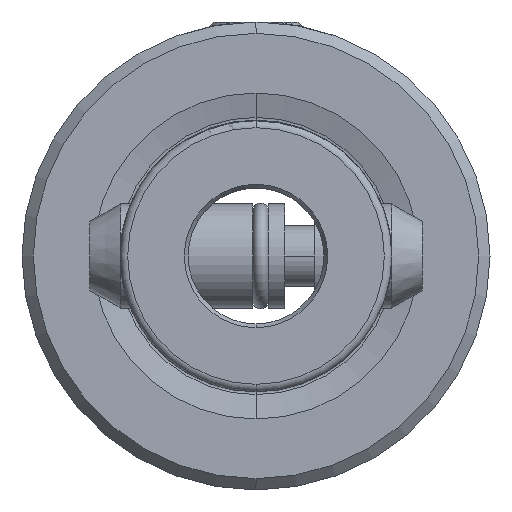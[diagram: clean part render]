
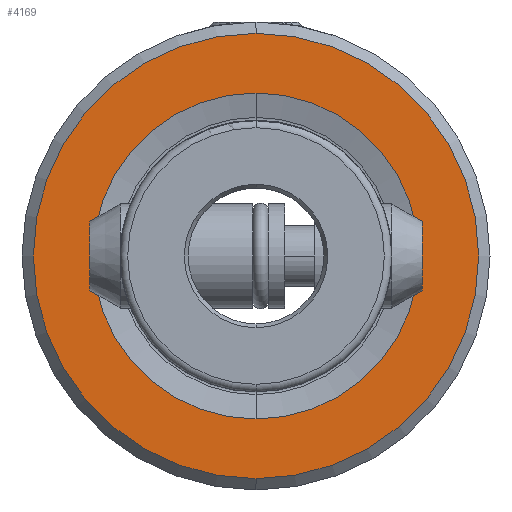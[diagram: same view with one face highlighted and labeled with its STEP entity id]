
A CAD part, left-side view. The second image highlights one B-rep face of the part: STEP entity #4169.
In plain terms, the highlighted face is planar.
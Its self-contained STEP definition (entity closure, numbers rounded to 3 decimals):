
#122 = CARTESIAN_POINT ( 'NONE',  ( 0., 0., 45. ) ) ;
#250 = DIRECTION ( 'NONE',  ( 1., 0., 0. ) ) ;
#334 = AXIS2_PLACEMENT_3D ( 'NONE', #122, #4386, #1542 ) ;
#365 = AXIS2_PLACEMENT_3D ( 'NONE', #3699, #2677, #1589 ) ;
#632 = VERTEX_POINT ( 'NONE', #3482 ) ;
#737 = AXIS2_PLACEMENT_3D ( 'NONE', #2532, #2547, #2895 ) ;
#967 = CIRCLE ( 'NONE', #737, 10.795 ) ;
#980 = VERTEX_POINT ( 'NONE', #2998 ) ;
#988 = DIRECTION ( 'NONE',  ( 0., 0., 1. ) ) ;
#1256 = EDGE_LOOP ( 'NONE', ( #2208, #3843 ) ) ;
#1542 = DIRECTION ( 'NONE',  ( 1., 0., 0. ) ) ;
#1589 = DIRECTION ( 'NONE',  ( 1., 0., 0. ) ) ;
#1880 = ORIENTED_EDGE ( 'NONE', *, *, #1987, .F. ) ;
#1917 = CARTESIAN_POINT ( 'NONE',  ( -10.795, 0., 45. ) ) ;
#1987 = EDGE_CURVE ( 'NONE', #3709, #4510, #967, .T. ) ;
#2057 = CARTESIAN_POINT ( 'NONE',  ( 0., 0., 45. ) ) ;
#2204 = CARTESIAN_POINT ( 'NONE',  ( 0., 0., 45. ) ) ;
#2208 = ORIENTED_EDGE ( 'NONE', *, *, #4354, .T. ) ;
#2230 = CIRCLE ( 'NONE', #365, 14.75 ) ;
#2444 = AXIS2_PLACEMENT_3D ( 'NONE', #2057, #988, #250 ) ;
#2529 = CARTESIAN_POINT ( 'NONE',  ( 10.795, 0., 45. ) ) ;
#2532 = CARTESIAN_POINT ( 'NONE',  ( 0., 0., 45. ) ) ;
#2547 = DIRECTION ( 'NONE',  ( 0., 0., 1. ) ) ;
#2622 = EDGE_LOOP ( 'NONE', ( #4594, #1880 ) ) ;
#2672 = FACE_BOUND ( 'NONE', #2622, .T. ) ;
#2677 = DIRECTION ( 'NONE',  ( 0., 0., 1. ) ) ;
#2895 = DIRECTION ( 'NONE',  ( 1., 0., 0. ) ) ;
#2905 = DIRECTION ( 'NONE',  ( 0., 0., 1. ) ) ;
#2957 = EDGE_CURVE ( 'NONE', #980, #632, #4104, .T. ) ;
#2998 = CARTESIAN_POINT ( 'NONE',  ( 14.75, 0., 45. ) ) ;
#3260 = DIRECTION ( 'NONE',  ( 1., 0., 0. ) ) ;
#3407 = CIRCLE ( 'NONE', #2444, 10.795 ) ;
#3482 = CARTESIAN_POINT ( 'NONE',  ( -14.75, 0., 45. ) ) ;
#3699 = CARTESIAN_POINT ( 'NONE',  ( 0., 0., 45. ) ) ;
#3709 = VERTEX_POINT ( 'NONE', #1917 ) ;
#3843 = ORIENTED_EDGE ( 'NONE', *, *, #2957, .T. ) ;
#3937 = PLANE ( 'NONE',  #4060 ) ;
#4060 = AXIS2_PLACEMENT_3D ( 'NONE', #2204, #2905, #3260 ) ;
#4104 = CIRCLE ( 'NONE', #334, 14.75 ) ;
#4169 = ADVANCED_FACE ( 'NONE', ( #2672, #4332 ), #3937, .T. ) ;
#4332 = FACE_OUTER_BOUND ( 'NONE', #1256, .T. ) ;
#4354 = EDGE_CURVE ( 'NONE', #632, #980, #2230, .T. ) ;
#4386 = DIRECTION ( 'NONE',  ( 0., 0., 1. ) ) ;
#4444 = EDGE_CURVE ( 'NONE', #4510, #3709, #3407, .T. ) ;
#4510 = VERTEX_POINT ( 'NONE', #2529 ) ;
#4594 = ORIENTED_EDGE ( 'NONE', *, *, #4444, .F. ) ;
